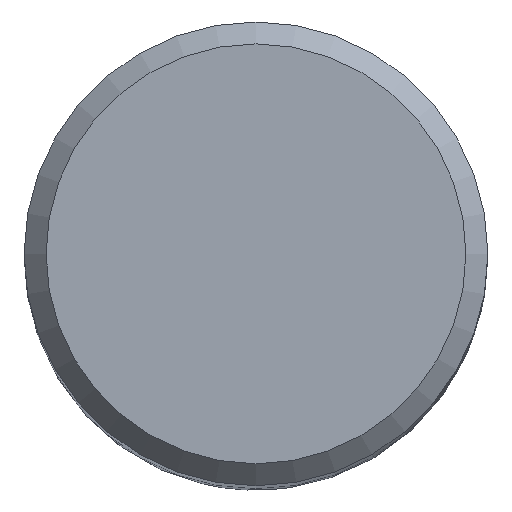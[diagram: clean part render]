
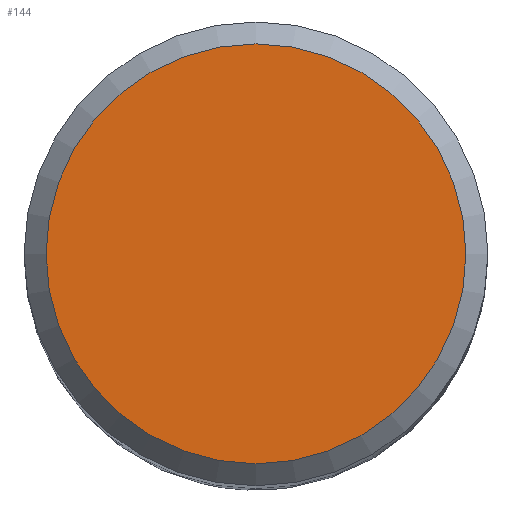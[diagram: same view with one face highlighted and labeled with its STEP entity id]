
A CAD part, top view. The second image highlights one B-rep face of the part: STEP entity #144.
In plain terms, the highlighted planar face has unit normal (0, 0, 1).
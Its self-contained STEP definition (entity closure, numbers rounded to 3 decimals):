
#123=PLANE('',#471);
#125=FACE_OUTER_BOUND('',#228,.T.);
#144=ADVANCED_FACE('CU_SU3',(#125),#123,.F.);
#228=EDGE_LOOP('',(#270));
#270=ORIENTED_EDGE('',*,*,#318,.F.);
#296=VERTEX_POINT('',#1082);
#318=EDGE_CURVE('',#296,#296,#337,.T.);
#337=CIRCLE('',#470,14.365);
#470=AXIS2_PLACEMENT_3D('',#1081,#566,#567);
#471=AXIS2_PLACEMENT_3D('',#1083,#568,#569);
#566=DIRECTION('',(0.,0.,-1.));
#567=DIRECTION('',(-1.,0.,0.));
#568=DIRECTION('',(0.,0.,-1.));
#569=DIRECTION('',(-1.,0.,0.));
#1081=CARTESIAN_POINT('',(0.,0.,0.));
#1082=CARTESIAN_POINT('',(-14.365,0.,0.));
#1083=CARTESIAN_POINT('',(0.,0.,0.));
